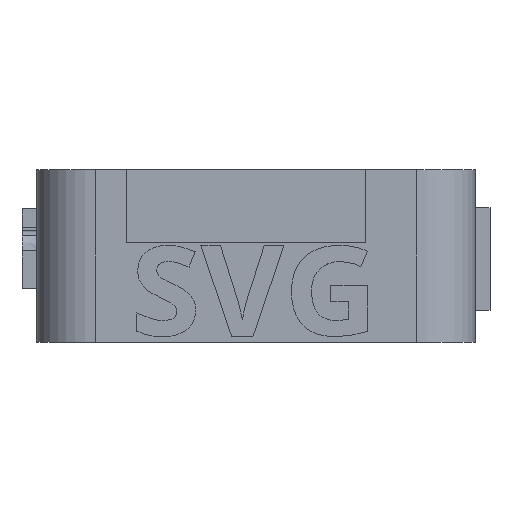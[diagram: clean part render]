
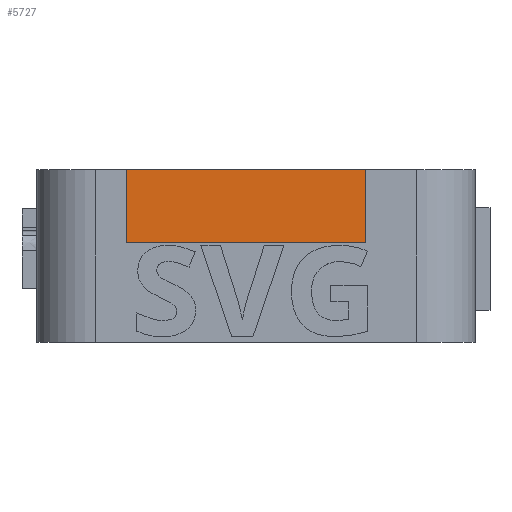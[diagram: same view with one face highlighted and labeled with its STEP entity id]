
A CAD part, left-side view. The second image highlights one B-rep face of the part: STEP entity #5727.
In plain terms, the highlighted planar face has unit normal (-1, 0, 0).
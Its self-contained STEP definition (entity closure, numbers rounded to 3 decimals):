
#43 = PLANE('',#44);
#44 = AXIS2_PLACEMENT_3D('',#45,#46,#47);
#45 = CARTESIAN_POINT('',(0.,2.,3.7));
#46 = DIRECTION('',(0.,0.,1.));
#47 = DIRECTION('',(1.,0.,0.));
#379 = VERTEX_POINT('',#380);
#380 = CARTESIAN_POINT('',(4.8,11.944,3.7));
#394 = PLANE('',#395);
#395 = AXIS2_PLACEMENT_3D('',#396,#397,#398);
#396 = CARTESIAN_POINT('',(0.,11.944,3.7));
#397 = DIRECTION('',(0.,-1.,0.));
#398 = DIRECTION('',(1.,0.,0.));
#406 = EDGE_CURVE('',#379,#407,#409,.T.);
#407 = VERTEX_POINT('',#408);
#408 = CARTESIAN_POINT('',(4.8,3.744,3.7));
#409 = SURFACE_CURVE('',#410,(#414,#421),.PCURVE_S1.);
#410 = LINE('',#411,#412);
#411 = CARTESIAN_POINT('',(4.8,11.944,3.7));
#412 = VECTOR('',#413,1.);
#413 = DIRECTION('',(0.,-1.,0.));
#414 = PCURVE('',#43,#415);
#415 = DEFINITIONAL_REPRESENTATION('',(#416),#420);
#416 = LINE('',#417,#418);
#417 = CARTESIAN_POINT('',(4.8,9.944));
#418 = VECTOR('',#419,1.);
#419 = DIRECTION('',(0.,-1.));
#420 = ( GEOMETRIC_REPRESENTATION_CONTEXT(2) 
PARAMETRIC_REPRESENTATION_CONTEXT() REPRESENTATION_CONTEXT('2D SPACE',''
  ) );
#421 = PCURVE('',#422,#427);
#422 = PLANE('',#423);
#423 = AXIS2_PLACEMENT_3D('',#424,#425,#426);
#424 = CARTESIAN_POINT('',(4.8,11.944,3.7));
#425 = DIRECTION('',(-1.,0.,0.));
#426 = DIRECTION('',(0.,-1.,0.));
#427 = DEFINITIONAL_REPRESENTATION('',(#428),#432);
#428 = LINE('',#429,#430);
#429 = CARTESIAN_POINT('',(0.,0.));
#430 = VECTOR('',#431,1.);
#431 = DIRECTION('',(1.,0.));
#432 = ( GEOMETRIC_REPRESENTATION_CONTEXT(2) 
PARAMETRIC_REPRESENTATION_CONTEXT() REPRESENTATION_CONTEXT('2D SPACE',''
  ) );
#448 = PLANE('',#449);
#449 = AXIS2_PLACEMENT_3D('',#450,#451,#452);
#450 = CARTESIAN_POINT('',(4.8,3.744,3.7));
#451 = DIRECTION('',(0.,1.,0.));
#452 = DIRECTION('',(-1.,0.,0.));
#980 = PLANE('',#981);
#981 = AXIS2_PLACEMENT_3D('',#982,#983,#984);
#982 = CARTESIAN_POINT('',(0.,11.944,1.2));
#983 = DIRECTION('',(0.,0.,1.));
#984 = DIRECTION('',(1.,0.,0.));
#2910 = EDGE_CURVE('',#407,#2911,#2913,.T.);
#2911 = VERTEX_POINT('',#2912);
#2912 = CARTESIAN_POINT('',(4.8,3.744,1.2));
#2913 = SURFACE_CURVE('',#2914,(#2918,#2925),.PCURVE_S1.);
#2914 = LINE('',#2915,#2916);
#2915 = CARTESIAN_POINT('',(4.8,3.744,3.7));
#2916 = VECTOR('',#2917,1.);
#2917 = DIRECTION('',(-0.,-0.,-1.));
#2918 = PCURVE('',#448,#2919);
#2919 = DEFINITIONAL_REPRESENTATION('',(#2920),#2924);
#2920 = LINE('',#2921,#2922);
#2921 = CARTESIAN_POINT('',(0.,0.));
#2922 = VECTOR('',#2923,1.);
#2923 = DIRECTION('',(0.,-1.));
#2924 = ( GEOMETRIC_REPRESENTATION_CONTEXT(2) 
PARAMETRIC_REPRESENTATION_CONTEXT() REPRESENTATION_CONTEXT('2D SPACE',''
  ) );
#2925 = PCURVE('',#422,#2926);
#2926 = DEFINITIONAL_REPRESENTATION('',(#2927),#2931);
#2927 = LINE('',#2928,#2929);
#2928 = CARTESIAN_POINT('',(8.2,0.));
#2929 = VECTOR('',#2930,1.);
#2930 = DIRECTION('',(0.,-1.));
#2931 = ( GEOMETRIC_REPRESENTATION_CONTEXT(2) 
PARAMETRIC_REPRESENTATION_CONTEXT() REPRESENTATION_CONTEXT('2D SPACE',''
  ) );
#5727 = ADVANCED_FACE('',(#5728),#422,.T.);
#5728 = FACE_BOUND('',#5729,.T.);
#5729 = EDGE_LOOP('',(#5730,#5753,#5774,#5775));
#5730 = ORIENTED_EDGE('',*,*,#5731,.T.);
#5731 = EDGE_CURVE('',#379,#5732,#5734,.T.);
#5732 = VERTEX_POINT('',#5733);
#5733 = CARTESIAN_POINT('',(4.8,11.944,1.2));
#5734 = SURFACE_CURVE('',#5735,(#5739,#5746),.PCURVE_S1.);
#5735 = LINE('',#5736,#5737);
#5736 = CARTESIAN_POINT('',(4.8,11.944,3.7));
#5737 = VECTOR('',#5738,1.);
#5738 = DIRECTION('',(-0.,-0.,-1.));
#5739 = PCURVE('',#422,#5740);
#5740 = DEFINITIONAL_REPRESENTATION('',(#5741),#5745);
#5741 = LINE('',#5742,#5743);
#5742 = CARTESIAN_POINT('',(0.,0.));
#5743 = VECTOR('',#5744,1.);
#5744 = DIRECTION('',(0.,-1.));
#5745 = ( GEOMETRIC_REPRESENTATION_CONTEXT(2) 
PARAMETRIC_REPRESENTATION_CONTEXT() REPRESENTATION_CONTEXT('2D SPACE',''
  ) );
#5746 = PCURVE('',#394,#5747);
#5747 = DEFINITIONAL_REPRESENTATION('',(#5748),#5752);
#5748 = LINE('',#5749,#5750);
#5749 = CARTESIAN_POINT('',(4.8,0.));
#5750 = VECTOR('',#5751,1.);
#5751 = DIRECTION('',(0.,-1.));
#5752 = ( GEOMETRIC_REPRESENTATION_CONTEXT(2) 
PARAMETRIC_REPRESENTATION_CONTEXT() REPRESENTATION_CONTEXT('2D SPACE',''
  ) );
#5753 = ORIENTED_EDGE('',*,*,#5754,.T.);
#5754 = EDGE_CURVE('',#5732,#2911,#5755,.T.);
#5755 = SURFACE_CURVE('',#5756,(#5760,#5767),.PCURVE_S1.);
#5756 = LINE('',#5757,#5758);
#5757 = CARTESIAN_POINT('',(4.8,11.944,1.2));
#5758 = VECTOR('',#5759,1.);
#5759 = DIRECTION('',(0.,-1.,0.));
#5760 = PCURVE('',#422,#5761);
#5761 = DEFINITIONAL_REPRESENTATION('',(#5762),#5766);
#5762 = LINE('',#5763,#5764);
#5763 = CARTESIAN_POINT('',(0.,-2.5));
#5764 = VECTOR('',#5765,1.);
#5765 = DIRECTION('',(1.,0.));
#5766 = ( GEOMETRIC_REPRESENTATION_CONTEXT(2) 
PARAMETRIC_REPRESENTATION_CONTEXT() REPRESENTATION_CONTEXT('2D SPACE',''
  ) );
#5767 = PCURVE('',#980,#5768);
#5768 = DEFINITIONAL_REPRESENTATION('',(#5769),#5773);
#5769 = LINE('',#5770,#5771);
#5770 = CARTESIAN_POINT('',(4.8,0.));
#5771 = VECTOR('',#5772,1.);
#5772 = DIRECTION('',(0.,-1.));
#5773 = ( GEOMETRIC_REPRESENTATION_CONTEXT(2) 
PARAMETRIC_REPRESENTATION_CONTEXT() REPRESENTATION_CONTEXT('2D SPACE',''
  ) );
#5774 = ORIENTED_EDGE('',*,*,#2910,.F.);
#5775 = ORIENTED_EDGE('',*,*,#406,.F.);
